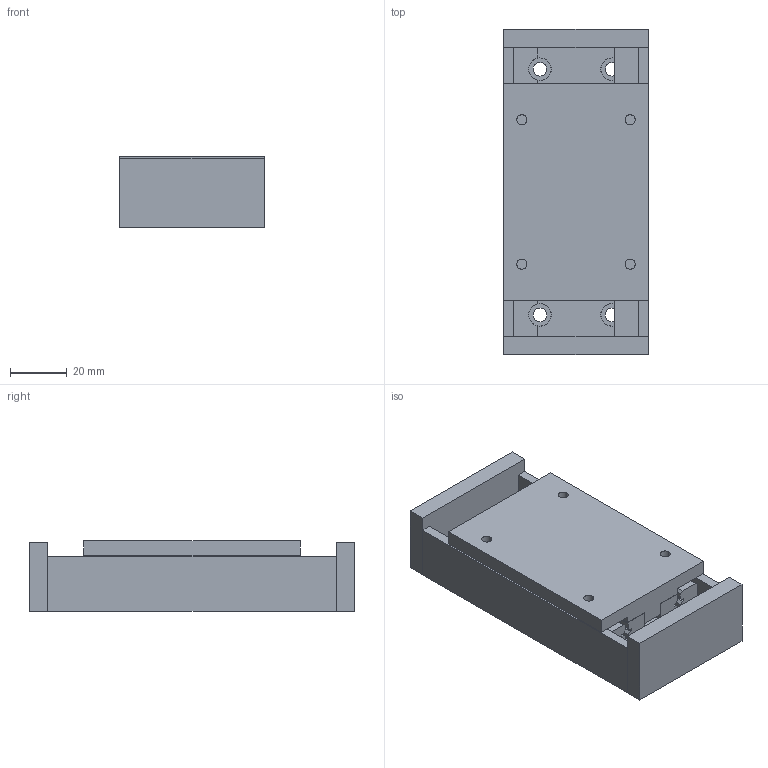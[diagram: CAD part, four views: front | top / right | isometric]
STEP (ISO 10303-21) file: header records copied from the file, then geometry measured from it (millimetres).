
FILE_DESCRIPTION((''),'2;1');
FILE_NAME('PAC2-4-1.stp','2003-09-07T07:41:03',('fran'),(''),'Autodesk Inventor (tm) 5.3','Autodesk Inventor (tm) 5.3','');
FILE_SCHEMA(('CONFIG_CONTROL_DESIGN'));
Length unit declared in the file: inch
Products named in the file (8): PAC2-4-1; PAC2-4-1 BOTTOM_PLATE; PAC2-4-1 TOP_PLATE; PAC2-4-1 END -PATE-A; PAC2-4-1 RAIL-A-; PAC2-4-1 RAIL-B-; PAC2-4-1 RAIL-C-; PAC2-4-1 RAIL-D-
Assembly tree (8 placements, depth 2):
  PAC2-4-1
    PAC2-4-1 BOTTOM_PLATE
    PAC2-4-1 TOP_PLATE
    PAC2-4-1 END -PATE-A  x2
    PAC2-4-1 RAIL-A-
    PAC2-4-1 RAIL-B-
    PAC2-4-1 RAIL-C-
    PAC2-4-1 RAIL-D-
Bounding box: 50.8 x 114.3 x 24.89 mm (x, y, z)
Volume: 112875.8 mm3; surface area: 46299.4 mm2
Topology: 8 solids, 8 shells, 144 faces, 380 edges, 252 vertices
Faces by surface type: plane 108, bspline 36
Entity records: 5820 total; most frequent: CARTESIAN_POINT 1322, ORIENTED_EDGE 736, DIRECTION 676, EDGE_CURVE 368, VECTOR 296, LINE 296, VERTEX_POINT 244, AXIS2_PLACEMENT_3D 190
